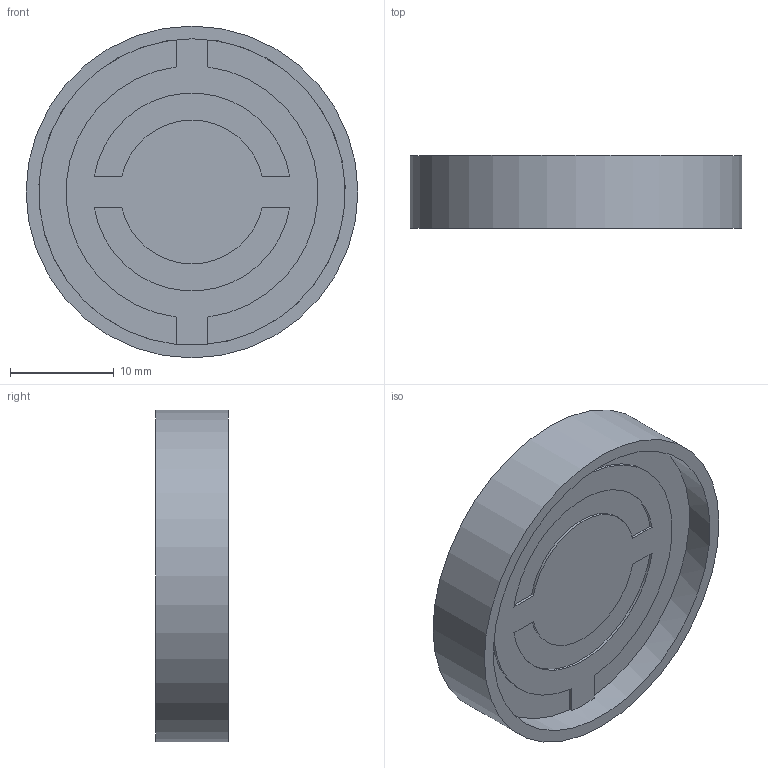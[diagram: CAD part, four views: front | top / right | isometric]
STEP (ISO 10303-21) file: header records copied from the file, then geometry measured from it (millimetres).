
FILE_DESCRIPTION (( 'STEP AP203' ), '1' );
FILE_NAME ('Connect 4 DISK.STEP', '2018-11-12T00:53:08', ( '' ), ( '' ), 'SwSTEP 2.0', 'SolidWorks 2016', '' );
FILE_SCHEMA (( 'CONFIG_CONTROL_DESIGN' ));
Length unit declared in the file: inch
Products named in the file (1): Connect 4 DISK
Bounding box: 31.93 x 6.99 x 31.93 mm (x, y, z)
Volume: 1958.5 mm3; surface area: 2909.1 mm2
Topology: 1 solids, 1 shells, 43 faces, 105 edges, 70 vertices
Faces by surface type: plane 28, cylinder 15
Full cylindrical faces by diameter (mm): 29.489 x2, 31.928 x1
Entity records: 1321 total; most frequent: DIRECTION 224, CARTESIAN_POINT 212, ORIENTED_EDGE 200, EDGE_CURVE 100, AXIS2_PLACEMENT_3D 80, VERTEX_POINT 68, LINE 64, VECTOR 64
